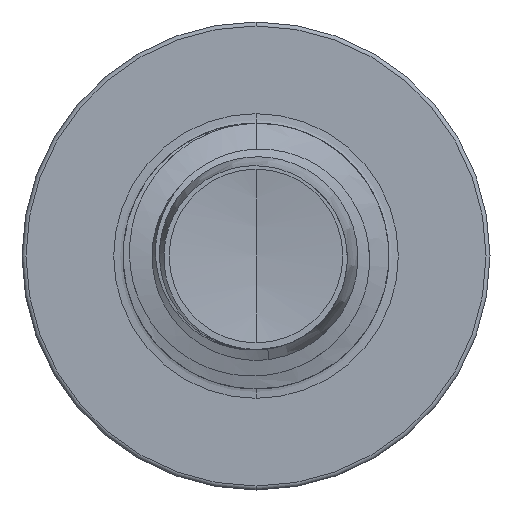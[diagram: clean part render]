
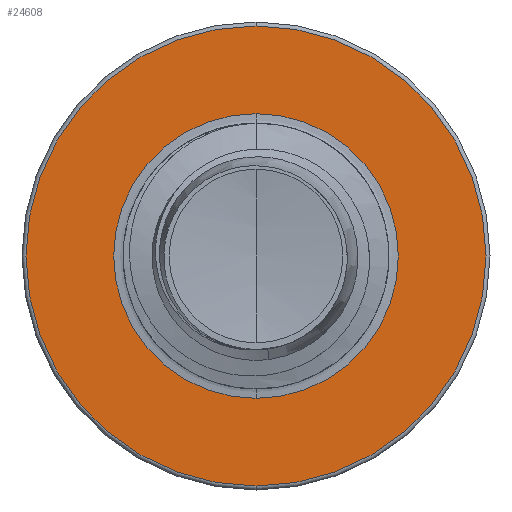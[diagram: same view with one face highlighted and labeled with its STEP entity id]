
A CAD part, front view. The second image highlights one B-rep face of the part: STEP entity #24608.
In plain terms, the highlighted planar face has unit normal (0, -1, 0).
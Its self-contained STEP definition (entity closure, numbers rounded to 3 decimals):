
#1626 = EDGE_CURVE ( 'NONE', #18694, #13891, #15915, .T. ) ;
#2566 = CARTESIAN_POINT ( 'NONE',  ( 0., 12.5, -4.325 ) ) ;
#4213 = ORIENTED_EDGE ( 'NONE', *, *, #6368, .T. ) ;
#5030 = VERTEX_POINT ( 'NONE', #7364 ) ;
#6368 = EDGE_CURVE ( 'NONE', #5030, #10776, #24062, .T. ) ;
#6644 = AXIS2_PLACEMENT_3D ( 'NONE', #24848, #24796, #24766 ) ;
#7364 = CARTESIAN_POINT ( 'NONE',  ( 0., 12.5, -2.677 ) ) ;
#7733 = DIRECTION ( 'NONE',  ( 0., 0., 1. ) ) ;
#7849 = DIRECTION ( 'NONE',  ( 0., 1., 0. ) ) ;
#7859 = CARTESIAN_POINT ( 'NONE',  ( 0., 12.5, 0. ) ) ;
#8398 = DIRECTION ( 'NONE',  ( 0., 0., 1. ) ) ;
#8445 = DIRECTION ( 'NONE',  ( 0., 1., 0. ) ) ;
#8490 = CARTESIAN_POINT ( 'NONE',  ( 0., 12.5, 0. ) ) ;
#9172 = CIRCLE ( 'NONE', #23272, 4.325 ) ;
#10396 = FACE_OUTER_BOUND ( 'NONE', #18268, .T. ) ;
#10776 = VERTEX_POINT ( 'NONE', #13188 ) ;
#11244 = FACE_BOUND ( 'NONE', #22458, .T. ) ;
#13188 = CARTESIAN_POINT ( 'NONE',  ( 0., 12.5, 2.677 ) ) ;
#13553 = DIRECTION ( 'NONE',  ( 0., 1., 0. ) ) ;
#13891 = VERTEX_POINT ( 'NONE', #2566 ) ;
#14995 = EDGE_CURVE ( 'NONE', #10776, #5030, #15014, .T. ) ;
#15014 = CIRCLE ( 'NONE', #21623, 2.677 ) ;
#15034 = EDGE_CURVE ( 'NONE', #13891, #18694, #9172, .T. ) ;
#15805 = CARTESIAN_POINT ( 'NONE',  ( 0., 12.5, -2.677 ) ) ;
#15915 = CIRCLE ( 'NONE', #6644, 4.325 ) ;
#18129 = CARTESIAN_POINT ( 'NONE',  ( 0., 12.5, 4.325 ) ) ;
#18268 = EDGE_LOOP ( 'NONE', ( #23461, #21937 ) ) ;
#18694 = VERTEX_POINT ( 'NONE', #18129 ) ;
#20164 = DIRECTION ( 'NONE',  ( 0., 0., 1. ) ) ;
#20192 = DIRECTION ( 'NONE',  ( 0., 1., 0. ) ) ;
#20220 = CARTESIAN_POINT ( 'NONE',  ( 0., 12.5, 0. ) ) ;
#20243 = PLANE ( 'NONE',  #24975 ) ;
#20488 = AXIS2_PLACEMENT_3D ( 'NONE', #20220, #20192, #20164 ) ;
#21623 = AXIS2_PLACEMENT_3D ( 'NONE', #8490, #8445, #8398 ) ;
#21937 = ORIENTED_EDGE ( 'NONE', *, *, #15034, .F. ) ;
#22458 = EDGE_LOOP ( 'NONE', ( #25297, #4213 ) ) ;
#23272 = AXIS2_PLACEMENT_3D ( 'NONE', #7859, #7849, #7733 ) ;
#23461 = ORIENTED_EDGE ( 'NONE', *, *, #1626, .F. ) ;
#24062 = CIRCLE ( 'NONE', #20488, 2.677 ) ;
#24608 = ADVANCED_FACE ( 'NONE', ( #10396, #11244 ), #20243, .F. ) ;
#24766 = DIRECTION ( 'NONE',  ( 0., 0., 1. ) ) ;
#24796 = DIRECTION ( 'NONE',  ( 0., 1., 0. ) ) ;
#24848 = CARTESIAN_POINT ( 'NONE',  ( 0., 12.5, 0. ) ) ;
#24975 = AXIS2_PLACEMENT_3D ( 'NONE', #15805, #13553, #25186 ) ;
#25186 = DIRECTION ( 'NONE',  ( 0., 0., 1. ) ) ;
#25297 = ORIENTED_EDGE ( 'NONE', *, *, #14995, .T. ) ;
